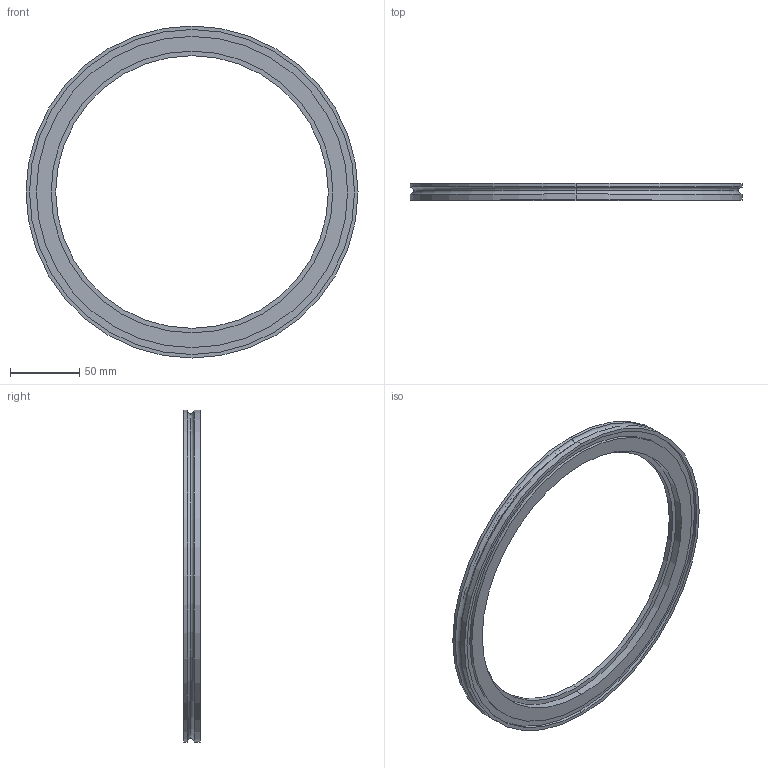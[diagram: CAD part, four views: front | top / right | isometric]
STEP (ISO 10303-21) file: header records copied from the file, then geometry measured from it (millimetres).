
FILE_DESCRIPTION (( 'STEP AP214' ), '1' );
FILE_NAME ('813003.STEP', '2024-01-16T15:40:27', ( '' ), ( '' ), 'SwSTEP 2.0', 'SolidWorks 2022', '' );
FILE_SCHEMA (( 'AUTOMOTIVE_DESIGN' ));
Length unit declared in the file: inch
Products named in the file (1): 813003
Bounding box: 240.03 x 11.94 x 240.03 mm (x, y, z)
Volume: 112797.2 mm3; surface area: 51602.1 mm2
Topology: 1 solids, 1 shells, 24 faces, 48 edges, 30 vertices
Faces by surface type: cylinder 14, plane 6, torus 4
Entity records: 682 total; most frequent: DIRECTION 132, CARTESIAN_POINT 103, ORIENTED_EDGE 96, AXIS2_PLACEMENT_3D 59, EDGE_CURVE 48, CIRCLE 34, EDGE_LOOP 30, VERTEX_POINT 30
